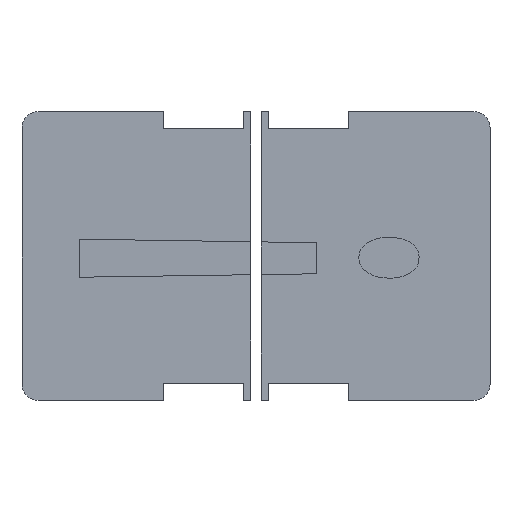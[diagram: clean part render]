
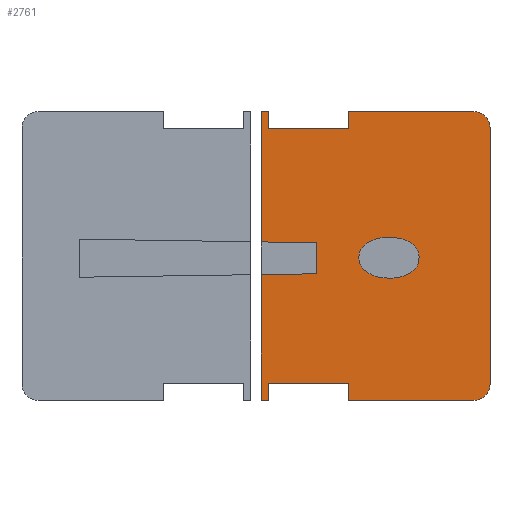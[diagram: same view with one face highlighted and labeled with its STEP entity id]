
A CAD part, top view. The second image highlights one B-rep face of the part: STEP entity #2761.
In plain terms, the highlighted planar face has unit normal (0, 0, 1).
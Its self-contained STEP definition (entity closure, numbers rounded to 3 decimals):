
#13=FACE_BOUND('',#431,.T.);
#20=CIRCLE('',#2887,3.);
#21=CIRCLE('',#2890,3.);
#110=B_SPLINE_CURVE_WITH_KNOTS('',3,(#4939,#4940,#4941,#4942,#4943),
 .UNSPECIFIED.,.F.,.F.,(4,1,4),(0.,0.102,0.208),
 .UNSPECIFIED.);
#111=B_SPLINE_CURVE_WITH_KNOTS('',3,(#4966,#4967,#4968,#4969,#4970),
 .UNSPECIFIED.,.F.,.F.,(4,1,4),(0.,0.122,0.228),
 .UNSPECIFIED.);
#112=B_SPLINE_CURVE_WITH_KNOTS('',3,(#4993,#4994,#4995,#4996,#4997),
 .UNSPECIFIED.,.F.,.F.,(4,1,4),(0.,0.106,0.228),
 .UNSPECIFIED.);
#113=B_SPLINE_CURVE_WITH_KNOTS('',3,(#5020,#5021,#5022,#5023,#5024),
 .UNSPECIFIED.,.F.,.F.,(4,1,4),(0.,0.106,0.208),
 .UNSPECIFIED.);
#114=B_SPLINE_CURVE_WITH_KNOTS('',3,(#5047,#5048,#5049,#5050,#5051),
 .UNSPECIFIED.,.F.,.F.,(4,1,4),(0.,0.104,0.213),
 .UNSPECIFIED.);
#115=B_SPLINE_CURVE_WITH_KNOTS('',3,(#5074,#5075,#5076,#5077,#5078),
 .UNSPECIFIED.,.F.,.F.,(4,1,4),(0.,0.12,0.227),
 .UNSPECIFIED.);
#116=B_SPLINE_CURVE_WITH_KNOTS('',3,(#5101,#5102,#5103,#5104,#5105),
 .UNSPECIFIED.,.F.,.F.,(4,1,4),(0.,0.108,0.227),
 .UNSPECIFIED.);
#117=B_SPLINE_CURVE_WITH_KNOTS('',3,(#5127,#5128,#5129,#5130,#5131),
 .UNSPECIFIED.,.F.,.F.,(4,1,4),(0.,0.109,0.213),
 .UNSPECIFIED.);
#281=FACE_OUTER_BOUND('',#430,.T.);
#430=EDGE_LOOP('',(#2289,#2290,#2291,#2292,#2293,#2294,#2295,#2296,#2297,
#2298,#2299,#2300,#2301,#2302,#2303,#2304,#2305,#2306));
#431=EDGE_LOOP('',(#2307,#2308,#2309,#2310,#2311,#2312,#2313,#2314));
#619=LINE('',#4856,#921);
#623=LINE('',#4864,#925);
#636=LINE('',#5137,#938);
#639=LINE('',#5143,#941);
#641=LINE('',#5147,#943);
#643=LINE('',#5152,#945);
#645=LINE('',#5156,#947);
#647=LINE('',#5160,#949);
#649=LINE('',#5163,#951);
#650=LINE('',#5166,#952);
#652=LINE('',#5170,#954);
#654=LINE('',#5174,#956);
#656=LINE('',#5178,#958);
#658=LINE('',#5182,#960);
#661=LINE('',#5190,#963);
#664=LINE('',#5197,#966);
#921=VECTOR('',#3184,10.);
#925=VECTOR('',#3188,10.);
#938=VECTOR('',#3205,10.);
#941=VECTOR('',#3210,10.);
#943=VECTOR('',#3216,10.);
#945=VECTOR('',#3220,10.);
#947=VECTOR('',#3224,10.);
#949=VECTOR('',#3228,10.);
#951=VECTOR('',#3232,10.);
#952=VECTOR('',#3235,10.);
#954=VECTOR('',#3239,10.);
#956=VECTOR('',#3243,10.);
#958=VECTOR('',#3247,10.);
#960=VECTOR('',#3251,10.);
#963=VECTOR('',#3260,10.);
#966=VECTOR('',#3269,10.);
#1231=VERTEX_POINT('',#4853);
#1232=VERTEX_POINT('',#4855);
#1235=VERTEX_POINT('',#4861);
#1236=VERTEX_POINT('',#4863);
#1245=VERTEX_POINT('',#4936);
#1246=VERTEX_POINT('',#4938);
#1247=VERTEX_POINT('',#4965);
#1248=VERTEX_POINT('',#4992);
#1249=VERTEX_POINT('',#5019);
#1250=VERTEX_POINT('',#5046);
#1251=VERTEX_POINT('',#5073);
#1252=VERTEX_POINT('',#5100);
#1254=VERTEX_POINT('',#5135);
#1256=VERTEX_POINT('',#5141);
#1257=VERTEX_POINT('',#5149);
#1258=VERTEX_POINT('',#5151);
#1259=VERTEX_POINT('',#5155);
#1260=VERTEX_POINT('',#5159);
#1261=VERTEX_POINT('',#5165);
#1262=VERTEX_POINT('',#5169);
#1263=VERTEX_POINT('',#5173);
#1264=VERTEX_POINT('',#5177);
#1265=VERTEX_POINT('',#5181);
#1266=VERTEX_POINT('',#5185);
#1267=VERTEX_POINT('',#5189);
#1268=VERTEX_POINT('',#5193);
#1569=EDGE_CURVE('',#1232,#1231,#619,.T.);
#1573=EDGE_CURVE('',#1236,#1235,#623,.T.);
#1585=EDGE_CURVE('',#1246,#1245,#110,.T.);
#1587=EDGE_CURVE('',#1247,#1246,#111,.T.);
#1589=EDGE_CURVE('',#1248,#1247,#112,.T.);
#1591=EDGE_CURVE('',#1249,#1248,#113,.T.);
#1593=EDGE_CURVE('',#1250,#1249,#114,.T.);
#1595=EDGE_CURVE('',#1251,#1250,#115,.T.);
#1597=EDGE_CURVE('',#1252,#1251,#116,.T.);
#1599=EDGE_CURVE('',#1245,#1252,#117,.T.);
#1602=EDGE_CURVE('',#1235,#1254,#636,.T.);
#1605=EDGE_CURVE('',#1254,#1256,#639,.T.);
#1607=EDGE_CURVE('',#1256,#1232,#641,.T.);
#1609=EDGE_CURVE('',#1258,#1257,#643,.T.);
#1611=EDGE_CURVE('',#1259,#1258,#645,.T.);
#1613=EDGE_CURVE('',#1260,#1259,#647,.T.);
#1615=EDGE_CURVE('',#1231,#1260,#649,.T.);
#1616=EDGE_CURVE('',#1261,#1236,#650,.T.);
#1618=EDGE_CURVE('',#1262,#1261,#652,.T.);
#1620=EDGE_CURVE('',#1263,#1262,#654,.T.);
#1622=EDGE_CURVE('',#1264,#1263,#656,.T.);
#1624=EDGE_CURVE('',#1265,#1264,#658,.T.);
#1626=EDGE_CURVE('',#1266,#1265,#20,.T.);
#1628=EDGE_CURVE('',#1267,#1266,#661,.T.);
#1630=EDGE_CURVE('',#1268,#1267,#21,.T.);
#1632=EDGE_CURVE('',#1257,#1268,#664,.T.);
#2289=ORIENTED_EDGE('',*,*,#1607,.T.);
#2290=ORIENTED_EDGE('',*,*,#1569,.T.);
#2291=ORIENTED_EDGE('',*,*,#1615,.T.);
#2292=ORIENTED_EDGE('',*,*,#1613,.T.);
#2293=ORIENTED_EDGE('',*,*,#1611,.T.);
#2294=ORIENTED_EDGE('',*,*,#1609,.T.);
#2295=ORIENTED_EDGE('',*,*,#1632,.T.);
#2296=ORIENTED_EDGE('',*,*,#1630,.T.);
#2297=ORIENTED_EDGE('',*,*,#1628,.T.);
#2298=ORIENTED_EDGE('',*,*,#1626,.T.);
#2299=ORIENTED_EDGE('',*,*,#1624,.T.);
#2300=ORIENTED_EDGE('',*,*,#1622,.T.);
#2301=ORIENTED_EDGE('',*,*,#1620,.T.);
#2302=ORIENTED_EDGE('',*,*,#1618,.T.);
#2303=ORIENTED_EDGE('',*,*,#1616,.T.);
#2304=ORIENTED_EDGE('',*,*,#1573,.T.);
#2305=ORIENTED_EDGE('',*,*,#1602,.T.);
#2306=ORIENTED_EDGE('',*,*,#1605,.T.);
#2307=ORIENTED_EDGE('',*,*,#1599,.T.);
#2308=ORIENTED_EDGE('',*,*,#1597,.T.);
#2309=ORIENTED_EDGE('',*,*,#1595,.T.);
#2310=ORIENTED_EDGE('',*,*,#1593,.T.);
#2311=ORIENTED_EDGE('',*,*,#1591,.T.);
#2312=ORIENTED_EDGE('',*,*,#1589,.T.);
#2313=ORIENTED_EDGE('',*,*,#1587,.T.);
#2314=ORIENTED_EDGE('',*,*,#1585,.T.);
#2614=PLANE('',#2892);
#2761=ADVANCED_FACE('',(#281,#13),#2614,.T.);
#2887=AXIS2_PLACEMENT_3D('',#5186,#3255,#3256);
#2890=AXIS2_PLACEMENT_3D('',#5194,#3264,#3265);
#2892=AXIS2_PLACEMENT_3D('',#5198,#3270,#3271);
#3184=DIRECTION('',(0.,-1.,0.));
#3188=DIRECTION('',(0.,-1.,0.));
#3205=DIRECTION('',(1.,-0.015,0.));
#3210=DIRECTION('',(0.,-1.,0.));
#3216=DIRECTION('',(-1.,-0.014,0.));
#3220=DIRECTION('',(0.,-1.,0.));
#3224=DIRECTION('',(1.,0.,0.));
#3228=DIRECTION('',(0.,1.,0.));
#3232=DIRECTION('',(1.,0.,0.));
#3235=DIRECTION('',(-1.,0.,0.));
#3239=DIRECTION('',(0.,1.,0.));
#3243=DIRECTION('',(-1.,0.,0.));
#3247=DIRECTION('',(0.,-1.,0.));
#3251=DIRECTION('',(-1.,0.,0.));
#3255=DIRECTION('center_axis',(0.,0.,1.));
#3256=DIRECTION('ref_axis',(1.,0.,0.));
#3260=DIRECTION('',(0.,1.,0.));
#3264=DIRECTION('center_axis',(0.,0.,1.));
#3265=DIRECTION('ref_axis',(0.,-1.,0.));
#3269=DIRECTION('',(1.,0.,0.));
#3270=DIRECTION('center_axis',(0.,0.,1.));
#3271=DIRECTION('ref_axis',(1.,0.,0.));
#4853=CARTESIAN_POINT('',(44.8,0.,0.6));
#4855=CARTESIAN_POINT('',(44.8,23.521,0.6));
#4856=CARTESIAN_POINT('',(44.8,54.,0.6));
#4861=CARTESIAN_POINT('',(44.8,29.64,0.6));
#4863=CARTESIAN_POINT('',(44.8,54.,0.6));
#4864=CARTESIAN_POINT('',(44.8,54.,0.6));
#4936=CARTESIAN_POINT('',(68.753,22.836,0.6));
#4938=CARTESIAN_POINT('',(72.734,23.837,0.6));
#4939=CARTESIAN_POINT('Ctrl Pts',(72.734,23.837,0.6));
#4940=CARTESIAN_POINT('Ctrl Pts',(72.161,23.545,0.6));
#4941=CARTESIAN_POINT('Ctrl Pts',(70.994,22.951,0.6));
#4942=CARTESIAN_POINT('Ctrl Pts',(69.509,22.875,0.6));
#4943=CARTESIAN_POINT('Ctrl Pts',(68.753,22.836,0.6));
#4965=CARTESIAN_POINT('',(74.335,26.675,0.6));
#4966=CARTESIAN_POINT('Ctrl Pts',(74.335,26.675,0.6));
#4967=CARTESIAN_POINT('Ctrl Pts',(74.288,26.111,0.6));
#4968=CARTESIAN_POINT('Ctrl Pts',(74.202,25.056,0.6));
#4969=CARTESIAN_POINT('Ctrl Pts',(73.2,24.225,0.6));
#4970=CARTESIAN_POINT('Ctrl Pts',(72.734,23.837,0.6));
#4992=CARTESIAN_POINT('',(72.734,29.512,0.6));
#4993=CARTESIAN_POINT('Ctrl Pts',(72.734,29.512,0.6));
#4994=CARTESIAN_POINT('Ctrl Pts',(73.2,29.125,0.6));
#4995=CARTESIAN_POINT('Ctrl Pts',(74.202,28.293,0.6));
#4996=CARTESIAN_POINT('Ctrl Pts',(74.288,27.238,0.6));
#4997=CARTESIAN_POINT('Ctrl Pts',(74.335,26.675,0.6));
#5019=CARTESIAN_POINT('',(68.753,30.513,0.6));
#5020=CARTESIAN_POINT('Ctrl Pts',(68.753,30.513,0.6));
#5021=CARTESIAN_POINT('Ctrl Pts',(69.509,30.475,0.6));
#5022=CARTESIAN_POINT('Ctrl Pts',(70.994,30.399,0.6));
#5023=CARTESIAN_POINT('Ctrl Pts',(72.161,29.804,0.6));
#5024=CARTESIAN_POINT('Ctrl Pts',(72.734,29.512,0.6));
#5046=CARTESIAN_POINT('',(64.685,29.484,0.6));
#5047=CARTESIAN_POINT('Ctrl Pts',(64.685,29.484,0.6));
#5048=CARTESIAN_POINT('Ctrl Pts',(65.265,29.784,0.6));
#5049=CARTESIAN_POINT('Ctrl Pts',(66.451,30.399,0.6));
#5050=CARTESIAN_POINT('Ctrl Pts',(67.974,30.475,0.6));
#5051=CARTESIAN_POINT('Ctrl Pts',(68.753,30.513,0.6));
#5073=CARTESIAN_POINT('',(63.041,26.675,0.6));
#5074=CARTESIAN_POINT('Ctrl Pts',(63.041,26.675,0.6));
#5075=CARTESIAN_POINT('Ctrl Pts',(63.094,27.227,0.6));
#5076=CARTESIAN_POINT('Ctrl Pts',(63.194,28.275,0.6));
#5077=CARTESIAN_POINT('Ctrl Pts',(64.206,29.095,0.6));
#5078=CARTESIAN_POINT('Ctrl Pts',(64.685,29.484,0.6));
#5100=CARTESIAN_POINT('',(64.685,23.865,0.6));
#5101=CARTESIAN_POINT('Ctrl Pts',(64.685,23.865,0.6));
#5102=CARTESIAN_POINT('Ctrl Pts',(64.206,24.254,0.6));
#5103=CARTESIAN_POINT('Ctrl Pts',(63.194,25.074,0.6));
#5104=CARTESIAN_POINT('Ctrl Pts',(63.094,26.123,0.6));
#5105=CARTESIAN_POINT('Ctrl Pts',(63.041,26.675,0.6));
#5127=CARTESIAN_POINT('Ctrl Pts',(68.753,22.836,0.6));
#5128=CARTESIAN_POINT('Ctrl Pts',(67.974,22.875,0.6));
#5129=CARTESIAN_POINT('Ctrl Pts',(66.451,22.95,0.6));
#5130=CARTESIAN_POINT('Ctrl Pts',(65.265,23.565,0.6));
#5131=CARTESIAN_POINT('Ctrl Pts',(64.685,23.865,0.6));
#5135=CARTESIAN_POINT('',(55.166,29.484,0.6));
#5137=CARTESIAN_POINT('',(60.701,29.401,0.6));
#5141=CARTESIAN_POINT('',(55.166,23.671,0.6));
#5143=CARTESIAN_POINT('',(55.166,25.335,0.6));
#5147=CARTESIAN_POINT('',(38.487,23.43,0.6));
#5149=CARTESIAN_POINT('',(61.2,0.,0.6));
#5151=CARTESIAN_POINT('',(61.2,3.2,0.6));
#5152=CARTESIAN_POINT('',(61.2,0.,0.6));
#5155=CARTESIAN_POINT('',(46.2,3.2,0.6));
#5156=CARTESIAN_POINT('',(61.2,3.2,0.6));
#5159=CARTESIAN_POINT('',(46.2,0.,0.6));
#5160=CARTESIAN_POINT('',(46.2,3.2,0.6));
#5163=CARTESIAN_POINT('',(5.,0.,0.6));
#5165=CARTESIAN_POINT('',(46.2,54.,0.6));
#5166=CARTESIAN_POINT('',(84.6,54.,0.6));
#5169=CARTESIAN_POINT('',(46.2,50.8,0.6));
#5170=CARTESIAN_POINT('',(46.2,50.8,0.6));
#5173=CARTESIAN_POINT('',(61.2,50.8,0.6));
#5174=CARTESIAN_POINT('',(61.2,50.8,0.6));
#5177=CARTESIAN_POINT('',(61.2,54.,0.6));
#5178=CARTESIAN_POINT('',(61.2,54.,0.6));
#5181=CARTESIAN_POINT('',(84.6,54.,0.6));
#5182=CARTESIAN_POINT('',(84.6,54.,0.6));
#5185=CARTESIAN_POINT('',(87.6,51.,0.6));
#5186=CARTESIAN_POINT('Origin',(84.6,51.,0.6));
#5189=CARTESIAN_POINT('',(87.6,3.,0.6));
#5190=CARTESIAN_POINT('',(87.6,3.,0.6));
#5193=CARTESIAN_POINT('',(84.6,0.,0.6));
#5194=CARTESIAN_POINT('Origin',(84.6,3.,0.6));
#5197=CARTESIAN_POINT('',(5.,0.,0.6));
#5198=CARTESIAN_POINT('Origin',(66.2,27.,0.6));
